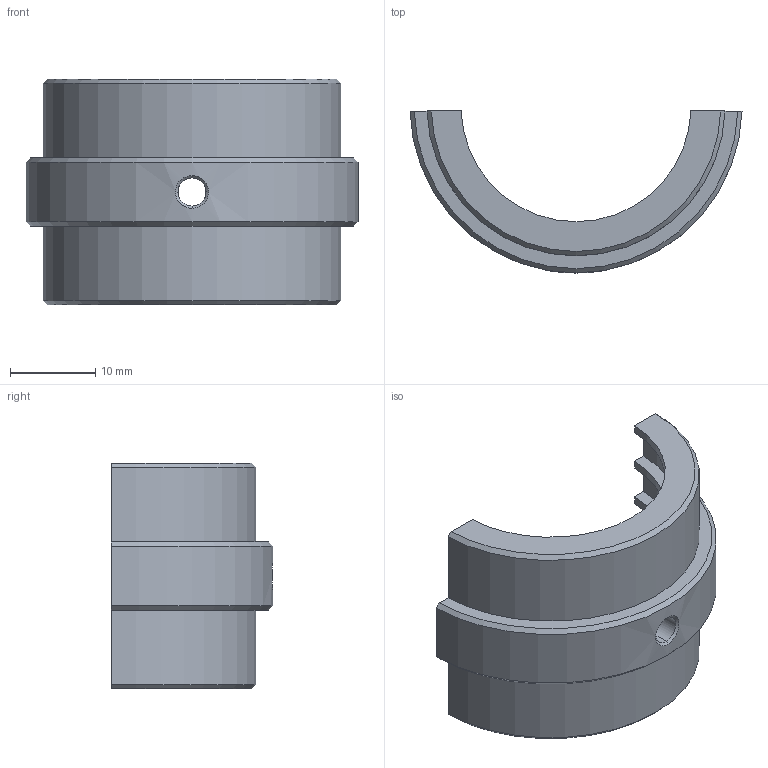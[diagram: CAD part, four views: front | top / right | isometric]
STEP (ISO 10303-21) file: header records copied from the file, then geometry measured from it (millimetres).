
FILE_DESCRIPTION (( 'STEP AP203' ), '1' );
FILE_NAME ('GCM-1411M三维外形图.STEP', '2016-12-30T00:24:28', ( '' ), ( '' ), 'SwSTEP 2.0', 'SolidWorks 2015', '' );
FILE_SCHEMA (( 'CONFIG_CONTROL_DESIGN' ));
Length unit declared in the file: millimetre
Products named in the file (2): GCM-1411M三维外形图
Bounding box: 38.99 x 19 x 26.5 mm (x, y, z)
Volume: 4556 mm3; surface area: 4081.7 mm2
Topology: 1 solids, 1 shells, 40 faces, 110 edges, 72 vertices
Faces by surface type: cylinder 16, plane 16, bspline 4, cone 4
Entity records: 3729 total; most frequent: CARTESIAN_POINT 2572, ORIENTED_EDGE 220, DIRECTION 198, EDGE_CURVE 110, VERTEX_POINT 72, AXIS2_PLACEMENT_3D 70, LINE 58, VECTOR 58
